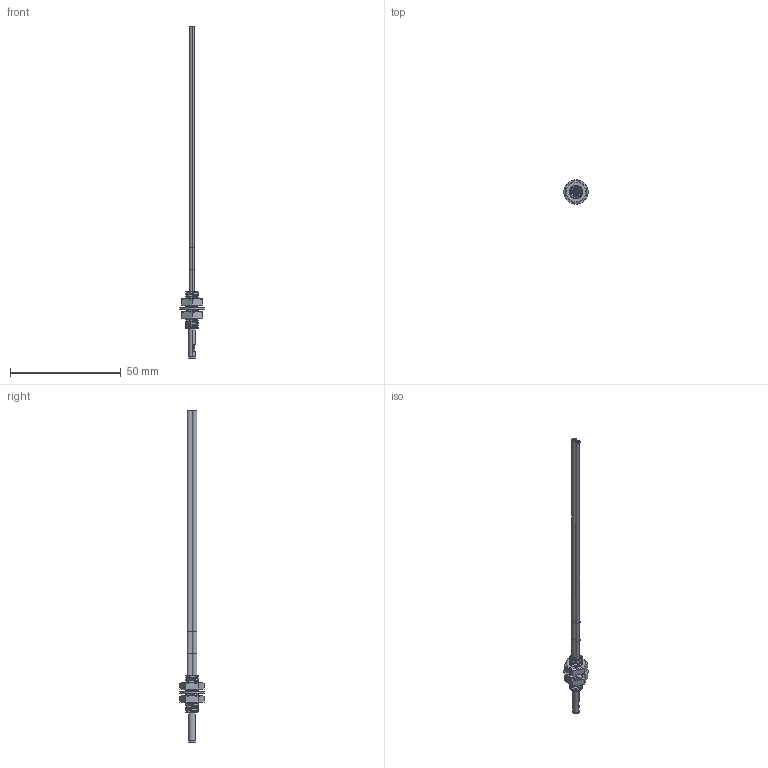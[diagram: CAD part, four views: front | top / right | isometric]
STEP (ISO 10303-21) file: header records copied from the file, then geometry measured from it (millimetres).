
FILE_DESCRIPTION((''),'2;1');
FILE_NAME('191577_ASM','2016-02-16T',('pdmadmin'),(''),'PRO/ENGINEER BY PARAMETRIC TECHNOLOGY CORPORATION, 2013230','PRO/ENGINEER BY PARAMETRIC TECHNOLOGY CORPORATION, 2013230','');
FILE_SCHEMA(('CONFIG_CONTROL_DESIGN'));
Length unit declared in the file: inch
Products named in the file (9): 34646_AF0; 39298; 51022; 34948; FIBER_CORE_1MM_45_DEG; 30920; 30921; 72058_ASM; 191577_ASM
Assembly tree (11 placements, depth 3):
  191577_ASM
    72058_ASM
      34646_AF0
      39298
      51022  x2
      34948
      FIBER_CORE_1MM_45_DEG  x2
      30920
      30921  x2
Bounding box: 11 x 11 x 150.23 mm (x, y, z)
Volume: 1592.2 mm3; surface area: 4359 mm2
Topology: 10 solids, 14 shells, 230 faces, 576 edges, 365 vertices
Faces by surface type: cylinder 110, plane 80, bspline 22, cone 18
Entity records: 12232 total; most frequent: CARTESIAN_POINT 7420, ORIENTED_EDGE 1000, DIRECTION 905, EDGE_CURVE 504, AXIS2_PLACEMENT_3D 334, VERTEX_POINT 321, VECTOR 237, LINE 237
